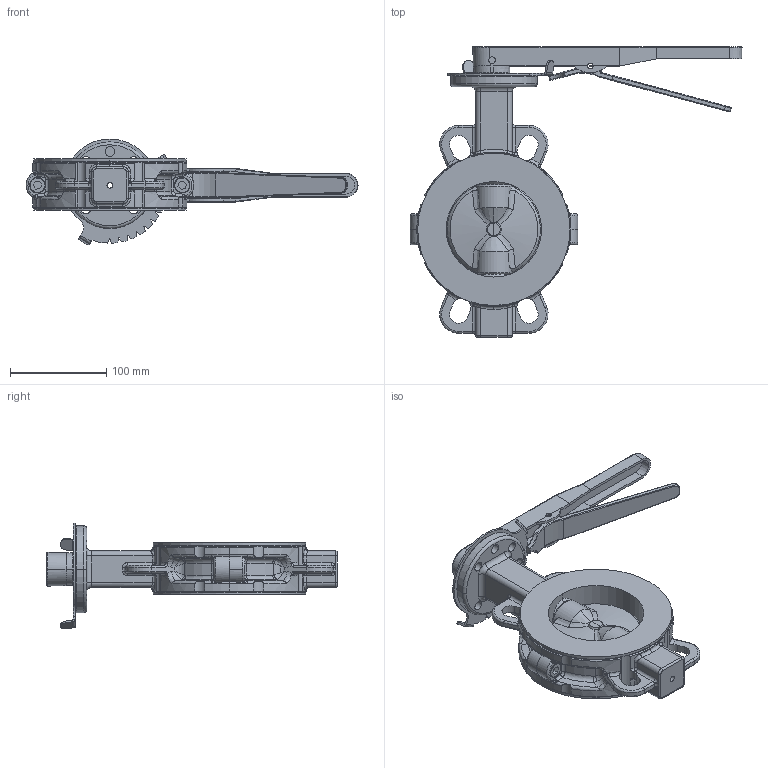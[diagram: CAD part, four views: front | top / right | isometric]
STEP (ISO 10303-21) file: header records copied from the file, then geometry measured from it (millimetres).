
FILE_DESCRIPTION (( 'STEP AP214' ), '1' );
FILE_NAME ('AS-W1-0400-PMR-HA.step', '2019-08-26T11:39:32', ( '' ), ( '' ), 'SwSTEP 2.0', 'SolidWorks 2019', '' );
FILE_SCHEMA (( 'AUTOMOTIVE_DESIGN' ));
Length unit declared in the file: inch
Products named in the file (2): AS-W1-0400-PMR-HA
Bounding box: 344.41 x 301.51 x 109.9 mm (x, y, z)
Surface area: 232651.9 mm2 (no closed solid volume)
Topology: 0 solids, 31 shells, 738 faces, 2393 edges, 1617 vertices
Faces by surface type: cylinder 271, plane 165, bspline 113, torus 103, cone 70, sphere 16
Entity records: 45551 total; most frequent: CARTESIAN_POINT 16309, ORIENTED_EDGE 4083, DIRECTION 3859, EDGE_CURVE 2361, VERTEX_POINT 1615, AXIS2_PLACEMENT_3D 1494, LINE 871, VECTOR 871
